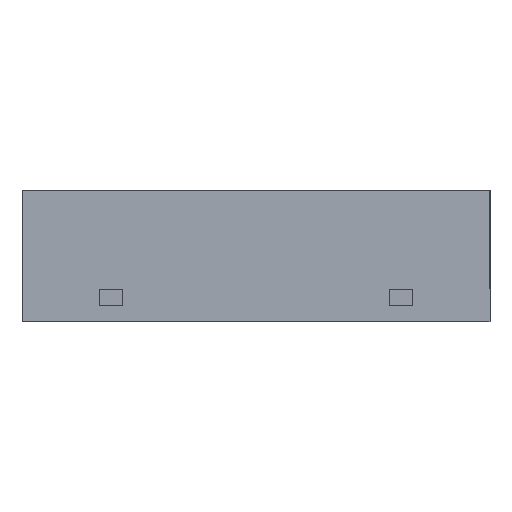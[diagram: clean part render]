
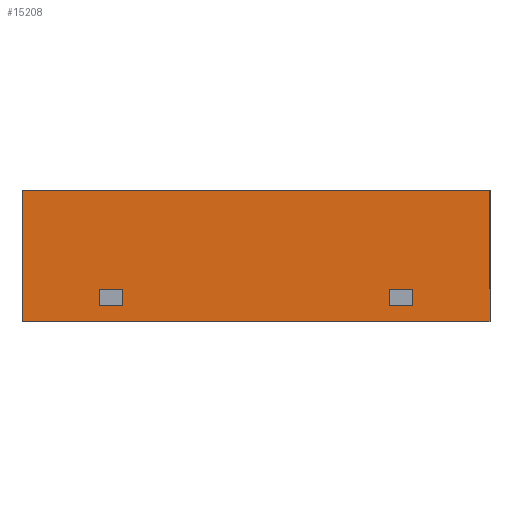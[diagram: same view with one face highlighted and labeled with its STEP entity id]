
A CAD part, top view. The second image highlights one B-rep face of the part: STEP entity #15208.
In plain terms, the highlighted planar face has unit normal (0, 0, 1).
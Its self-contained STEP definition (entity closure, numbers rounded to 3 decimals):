
#1478 = CARTESIAN_POINT ( 'NONE',  ( -1.005, 0.203, 1.5 ) ) ;
#1497 = CARTESIAN_POINT ( 'NONE',  ( 1.005, 0.1, 1.5 ) ) ;
#1498 = CARTESIAN_POINT ( 'NONE',  ( -1.5, 0., 1.5 ) ) ;
#1499 = CARTESIAN_POINT ( 'NONE',  ( 1.5, 0., 1.5 ) ) ;
#1512 = CARTESIAN_POINT ( 'NONE',  ( -1.005, 0.1, 1.5 ) ) ;
#1514 = CARTESIAN_POINT ( 'NONE',  ( 0.855, 0.203, 1.5 ) ) ;
#1520 = CARTESIAN_POINT ( 'NONE',  ( -0.855, 0.203, 1.5 ) ) ;
#1521 = CARTESIAN_POINT ( 'NONE',  ( -0.855, 0.1, 1.5 ) ) ;
#1522 = CARTESIAN_POINT ( 'NONE',  ( 0.855, 0.1, 1.5 ) ) ;
#1524 = CARTESIAN_POINT ( 'NONE',  ( 1.005, 0.203, 1.5 ) ) ;
#1566 = CARTESIAN_POINT ( 'NONE',  ( -1.5, 0.84, 1.5 ) ) ;
#1567 = CARTESIAN_POINT ( 'NONE',  ( 1.5, 0.84, 1.5 ) ) ;
#2509 = AXIS2_PLACEMENT_3D ( 'NONE', #8618, #8614, #8620 ) ;
#3348 = ORIENTED_EDGE ( 'NONE', *, *, #17868, .F. ) ;
#3349 = ORIENTED_EDGE ( 'NONE', *, *, #17862, .T. ) ;
#3351 = ORIENTED_EDGE ( 'NONE', *, *, #17859, .F. ) ;
#3355 = ORIENTED_EDGE ( 'NONE', *, *, #17883, .T. ) ;
#3358 = ORIENTED_EDGE ( 'NONE', *, *, #17873, .T. ) ;
#3375 = ORIENTED_EDGE ( 'NONE', *, *, #17876, .T. ) ;
#3395 = ORIENTED_EDGE ( 'NONE', *, *, #17871, .F. ) ;
#3396 = ORIENTED_EDGE ( 'NONE', *, *, #17865, .T. ) ;
#4113 = ORIENTED_EDGE ( 'NONE', *, *, #17885, .T. ) ;
#4117 = ORIENTED_EDGE ( 'NONE', *, *, #17880, .T. ) ;
#4124 = ORIENTED_EDGE ( 'NONE', *, *, #17493, .F. ) ;
#4137 = ORIENTED_EDGE ( 'NONE', *, *, #17889, .F. ) ;
#6361 = LINE ( 'NONE', #7174, #6364 ) ;
#6364 = VECTOR ( 'NONE', #7175, 1000. ) ;
#7174 = CARTESIAN_POINT ( 'NONE',  ( -1.5, 0.84, 1.5 ) ) ;
#7175 = DIRECTION ( 'NONE',  ( 1., 0., 0. ) ) ;
#8614 = DIRECTION ( 'NONE',  ( 0., 0., -1. ) ) ;
#8618 = CARTESIAN_POINT ( 'NONE',  ( -1.5, 0.203, 1.5 ) ) ;
#8619 = PLANE ( 'NONE',  #2509 ) ;
#8620 = DIRECTION ( 'NONE',  ( -1., 0., 0. ) ) ;
#8814 = FACE_OUTER_BOUND ( 'NONE', #15446, .T. ) ;
#8821 = FACE_BOUND ( 'NONE', #15432, .T. ) ;
#8823 = FACE_BOUND ( 'NONE', #15451, .T. ) ;
#15208 = ADVANCED_FACE ( 'NONE', ( #8821, #8823, #8814 ), #8619, .F. ) ;
#15432 = EDGE_LOOP ( 'NONE', ( #3351, #3349, #3396, #3348 ) ) ;
#15446 = EDGE_LOOP ( 'NONE', ( #4124, #3355, #4113, #4137 ) ) ;
#15451 = EDGE_LOOP ( 'NONE', ( #3395, #3358, #3375, #4117 ) ) ;
#17493 = EDGE_CURVE ( 'NONE', #21475, #21476, #6361, .T. ) ;
#17859 = EDGE_CURVE ( 'NONE', #21387, #21421, #19311, .T. ) ;
#17862 = EDGE_CURVE ( 'NONE', #21387, #21429, #19317, .T. ) ;
#17865 = EDGE_CURVE ( 'NONE', #21429, #21430, #19323, .T. ) ;
#17868 = EDGE_CURVE ( 'NONE', #21421, #21430, #19329, .T. ) ;
#17871 = EDGE_CURVE ( 'NONE', #21423, #21431, #19335, .T. ) ;
#17873 = EDGE_CURVE ( 'NONE', #21423, #21433, #19339, .T. ) ;
#17876 = EDGE_CURVE ( 'NONE', #21433, #21406, #19345, .T. ) ;
#17880 = EDGE_CURVE ( 'NONE', #21406, #21431, #19353, .T. ) ;
#17883 = EDGE_CURVE ( 'NONE', #21475, #21407, #19359, .T. ) ;
#17885 = EDGE_CURVE ( 'NONE', #21407, #21408, #19363, .T. ) ;
#17889 = EDGE_CURVE ( 'NONE', #21476, #21408, #19371, .T. ) ;
#19311 = LINE ( 'NONE', #20329, #19314 ) ;
#19314 = VECTOR ( 'NONE', #20330, 1000. ) ;
#19317 = LINE ( 'NONE', #20335, #19320 ) ;
#19320 = VECTOR ( 'NONE', #20337, 1000. ) ;
#19323 = LINE ( 'NONE', #20341, #19326 ) ;
#19326 = VECTOR ( 'NONE', #20342, 1000. ) ;
#19329 = LINE ( 'NONE', #20347, #19332 ) ;
#19332 = VECTOR ( 'NONE', #20348, 1000. ) ;
#19335 = LINE ( 'NONE', #20353, #19338 ) ;
#19338 = VECTOR ( 'NONE', #20354, 1000. ) ;
#19339 = LINE ( 'NONE', #20357, #19342 ) ;
#19342 = VECTOR ( 'NONE', #20359, 1000. ) ;
#19345 = LINE ( 'NONE', #20363, #19348 ) ;
#19348 = VECTOR ( 'NONE', #20364, 1000. ) ;
#19353 = LINE ( 'NONE', #20371, #19356 ) ;
#19356 = VECTOR ( 'NONE', #20372, 1000. ) ;
#19359 = LINE ( 'NONE', #20377, #19362 ) ;
#19362 = VECTOR ( 'NONE', #20379, 1000. ) ;
#19363 = LINE ( 'NONE', #20381, #19366 ) ;
#19366 = VECTOR ( 'NONE', #20382, 1000. ) ;
#19371 = LINE ( 'NONE', #20389, #19374 ) ;
#19374 = VECTOR ( 'NONE', #20390, 1000. ) ;
#20329 = CARTESIAN_POINT ( 'NONE',  ( -1.005, 0.203, 1.5 ) ) ;
#20330 = DIRECTION ( 'NONE',  ( 0., -1., 0. ) ) ;
#20335 = CARTESIAN_POINT ( 'NONE',  ( -1.5, 0.203, 1.5 ) ) ;
#20337 = DIRECTION ( 'NONE',  ( 1., 0., 0. ) ) ;
#20341 = CARTESIAN_POINT ( 'NONE',  ( -0.855, 0.203, 1.5 ) ) ;
#20342 = DIRECTION ( 'NONE',  ( 0., -1., 0. ) ) ;
#20347 = CARTESIAN_POINT ( 'NONE',  ( -1.005, 0.1, 1.5 ) ) ;
#20348 = DIRECTION ( 'NONE',  ( 1., 0., 0. ) ) ;
#20353 = CARTESIAN_POINT ( 'NONE',  ( 0.855, 0.203, 1.5 ) ) ;
#20354 = DIRECTION ( 'NONE',  ( 0., -1., 0. ) ) ;
#20357 = CARTESIAN_POINT ( 'NONE',  ( -1.5, 0.203, 1.5 ) ) ;
#20359 = DIRECTION ( 'NONE',  ( 1., 0., 0. ) ) ;
#20363 = CARTESIAN_POINT ( 'NONE',  ( 1.005, 0.203, 1.5 ) ) ;
#20364 = DIRECTION ( 'NONE',  ( 0., -1., 0. ) ) ;
#20371 = CARTESIAN_POINT ( 'NONE',  ( 1.005, 0.1, 1.5 ) ) ;
#20372 = DIRECTION ( 'NONE',  ( -1., 0., 0. ) ) ;
#20377 = CARTESIAN_POINT ( 'NONE',  ( -1.5, 0.203, 1.5 ) ) ;
#20379 = DIRECTION ( 'NONE',  ( 0., -1., 0. ) ) ;
#20381 = CARTESIAN_POINT ( 'NONE',  ( -1.5, 0., 1.5 ) ) ;
#20382 = DIRECTION ( 'NONE',  ( 1., 0., 0. ) ) ;
#20389 = CARTESIAN_POINT ( 'NONE',  ( 1.5, 0.203, 1.5 ) ) ;
#20390 = DIRECTION ( 'NONE',  ( 0., -1., 0. ) ) ;
#21387 = VERTEX_POINT ( 'NONE', #1478 ) ;
#21406 = VERTEX_POINT ( 'NONE', #1497 ) ;
#21407 = VERTEX_POINT ( 'NONE', #1498 ) ;
#21408 = VERTEX_POINT ( 'NONE', #1499 ) ;
#21421 = VERTEX_POINT ( 'NONE', #1512 ) ;
#21423 = VERTEX_POINT ( 'NONE', #1514 ) ;
#21429 = VERTEX_POINT ( 'NONE', #1520 ) ;
#21430 = VERTEX_POINT ( 'NONE', #1521 ) ;
#21431 = VERTEX_POINT ( 'NONE', #1522 ) ;
#21433 = VERTEX_POINT ( 'NONE', #1524 ) ;
#21475 = VERTEX_POINT ( 'NONE', #1566 ) ;
#21476 = VERTEX_POINT ( 'NONE', #1567 ) ;
